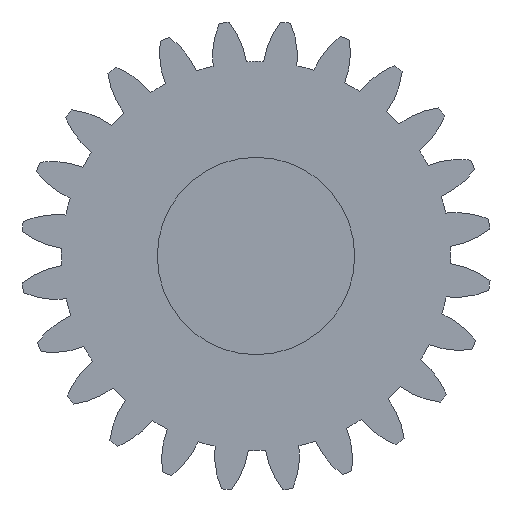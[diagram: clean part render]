
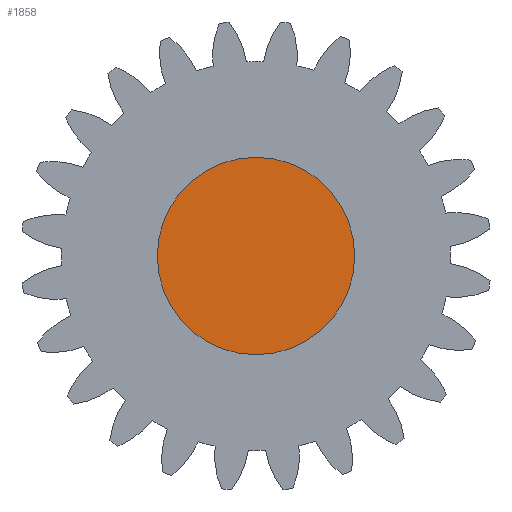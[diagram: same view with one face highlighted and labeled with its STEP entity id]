
A CAD part, front view. The second image highlights one B-rep face of the part: STEP entity #1858.
In plain terms, the highlighted planar face has unit normal (0, -1, 0).
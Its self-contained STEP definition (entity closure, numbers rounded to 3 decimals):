
#221 = EDGE_LOOP ( 'NONE', ( #1340, #2380 ) ) ;
#320 = CIRCLE ( 'NONE', #1744, 7.5 ) ;
#754 = DIRECTION ( 'NONE',  ( 0., -1., 0. ) ) ;
#759 = CARTESIAN_POINT ( 'NONE',  ( -61.765, 48.153, 35.832 ) ) ;
#836 = FACE_OUTER_BOUND ( 'NONE', #221, .T. ) ;
#1163 = AXIS2_PLACEMENT_3D ( 'NONE', #759, #3332, #1322 ) ;
#1216 = DIRECTION ( 'NONE',  ( -0.005, 0., 1. ) ) ;
#1217 = EDGE_CURVE ( 'NONE', #3050, #2863, #320, .T. ) ;
#1322 = DIRECTION ( 'NONE',  ( -0.005, 0., 1. ) ) ;
#1340 = ORIENTED_EDGE ( 'NONE', *, *, #1217, .T. ) ;
#1528 = CARTESIAN_POINT ( 'NONE',  ( -61.765, 48.153, 35.832 ) ) ;
#1744 = AXIS2_PLACEMENT_3D ( 'NONE', #1528, #3569, #1216 ) ;
#1858 = ADVANCED_FACE ( 'NONE', ( #836 ), #3046, .T. ) ;
#1901 = CARTESIAN_POINT ( 'NONE',  ( -61.727, 48.153, 28.332 ) ) ;
#2380 = ORIENTED_EDGE ( 'NONE', *, *, #2719, .T. ) ;
#2515 = CARTESIAN_POINT ( 'NONE',  ( -61.765, 48.153, 35.832 ) ) ;
#2719 = EDGE_CURVE ( 'NONE', #2863, #3050, #2928, .T. ) ;
#2804 = DIRECTION ( 'NONE',  ( -0.005, 0., 1. ) ) ;
#2863 = VERTEX_POINT ( 'NONE', #3149 ) ;
#2928 = CIRCLE ( 'NONE', #2948, 7.5 ) ;
#2948 = AXIS2_PLACEMENT_3D ( 'NONE', #2515, #754, #2804 ) ;
#3046 = PLANE ( 'NONE',  #1163 ) ;
#3050 = VERTEX_POINT ( 'NONE', #1901 ) ;
#3149 = CARTESIAN_POINT ( 'NONE',  ( -61.804, 48.153, 43.331 ) ) ;
#3332 = DIRECTION ( 'NONE',  ( 0., -1., 0. ) ) ;
#3569 = DIRECTION ( 'NONE',  ( 0., -1., 0. ) ) ;
